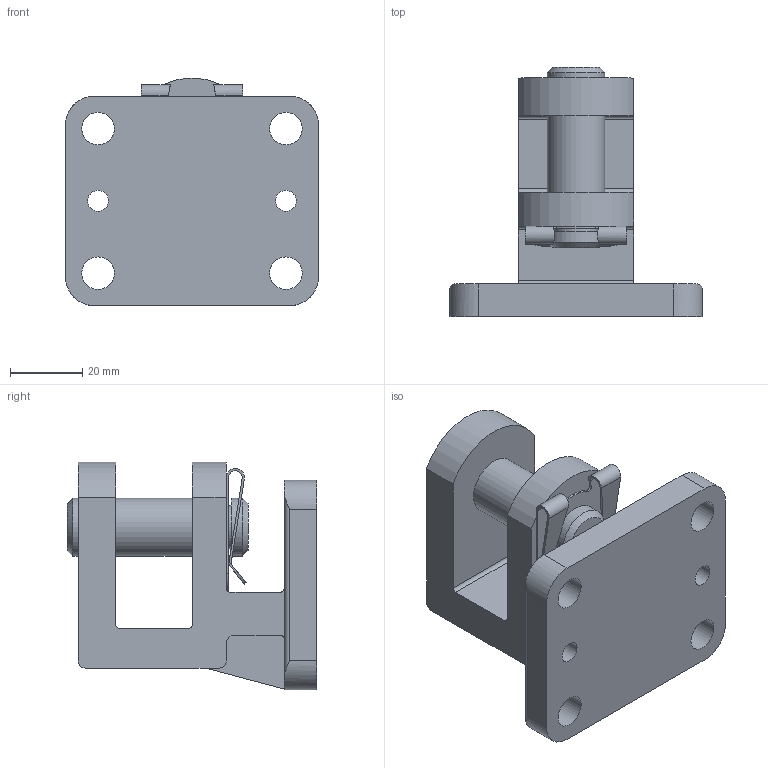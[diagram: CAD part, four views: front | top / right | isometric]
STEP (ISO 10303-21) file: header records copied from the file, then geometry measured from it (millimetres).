
FILE_DESCRIPTION(/* description */ ('STEP AP214'),/* implementation_level */ '2;1');
FILE_NAME(/* name */ '31770_LQG-50',/* time_stamp */ '2024-08-25T13:23:44+02:00',/* author */ ('License CC BY-ND 4.0'),/* organization */ ('CADENAS'),/* preprocessor_version */ 'ST-DEVELOPER v19.3',/* originating_system */ 'PARTsolutions',/* authorisation */ ' ');
FILE_SCHEMA (('AUTOMOTIVE_DESIGN {1 0 10303 214 3 1 1}'));
Length unit declared in the file: millimetre
Products named in the file (4): 31770 LQG-50; 31770 LQG-50---(L); 373497 BO- 16-039,0-DA; 209822 16 SXN 08 VERZINKT:SL
Assembly tree (3 placements, depth 2):
  31770 LQG-50
    31770 LQG-50---(L)
    373497 BO- 16-039,0-DA
    209822 16 SXN 08 VERZINKT:SL
Bounding box: 70 x 69 x 62.94 mm (x, y, z)
Volume: 89790.8 mm3; surface area: 28734.5 mm2
Topology: 3 solids, 3 shells, 96 faces, 264 edges, 176 vertices
Faces by surface type: cylinder 49, plane 45, cone 2
Full cylindrical faces by diameter (mm): 4 x1, 5.8 x2, 9 x4, 12 x1, 16 x4
Entity records: 3142 total; most frequent: CARTESIAN_POINT 546, DIRECTION 538, ORIENTED_EDGE 494, EDGE_CURVE 247, AXIS2_PLACEMENT_3D 196, VERTEX_POINT 173, LINE 146, VECTOR 146
